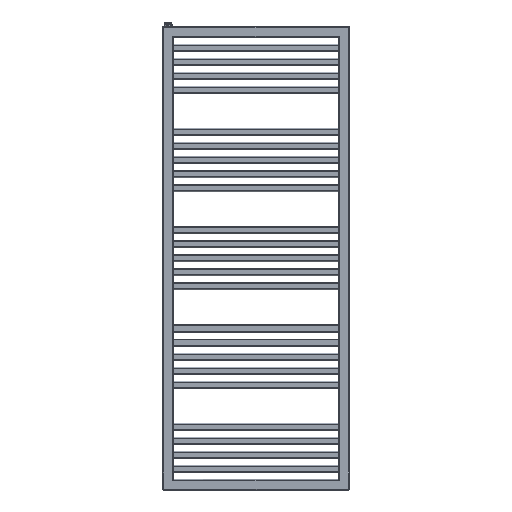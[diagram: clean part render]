
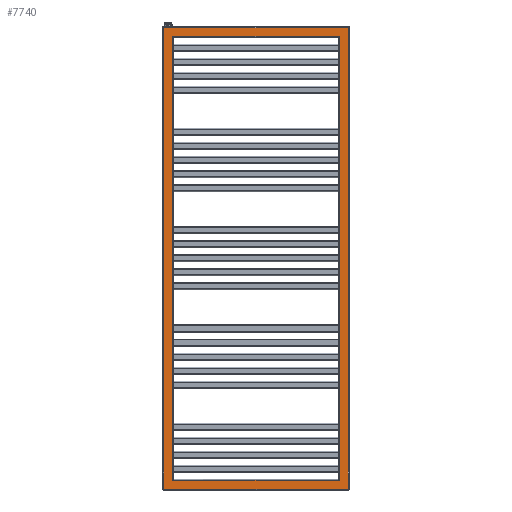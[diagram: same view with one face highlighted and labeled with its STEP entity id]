
A CAD part, top view. The second image highlights one B-rep face of the part: STEP entity #7740.
In plain terms, the highlighted planar face has unit normal (0, 0, 1).
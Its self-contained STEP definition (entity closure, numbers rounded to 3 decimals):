
#3195=CARTESIAN_POINT('',(-237.75,-632.75,15.));
#3200=DIRECTION('',(0.,1.,0.));
#3201=VECTOR('',#3200,1265.5);
#3202=CARTESIAN_POINT('',(-237.75,-632.75,15.));
#3203=LINE('',#3202,#3201);
#3207=CARTESIAN_POINT('',(-237.75,632.75,15.));
#3233=CARTESIAN_POINT('',(237.75,-632.75,15.));
#3273=CARTESIAN_POINT('',(237.75,632.75,15.));
#3278=DIRECTION('',(1.,0.,0.));
#3279=VECTOR('',#3278,475.5);
#3280=CARTESIAN_POINT('',(-237.75,632.75,15.));
#3281=LINE('',#3280,#3279);
#3285=DIRECTION('',(1.,0.,0.));
#3286=VECTOR('',#3285,475.5);
#3287=CARTESIAN_POINT('',(-237.75,-632.75,15.));
#3288=LINE('',#3287,#3286);
#3292=DIRECTION('',(0.,1.,0.));
#3293=VECTOR('',#3292,1265.5);
#3294=CARTESIAN_POINT('',(237.75,-632.75,15.));
#3295=LINE('',#3294,#3293);
#3299=DIRECTION('',(1.,0.,0.));
#3300=VECTOR('',#3299,524.5);
#3301=CARTESIAN_POINT('',(-262.25,657.25,15.));
#3302=LINE('',#3301,#3300);
#3306=DIRECTION('',(0.,1.,0.));
#3307=VECTOR('',#3306,1314.5);
#3308=CARTESIAN_POINT('',(-262.25,-657.25,
15.));
#3309=LINE('',#3308,#3307);
#3353=CARTESIAN_POINT('',(262.25,657.25,15.));
#3358=CARTESIAN_POINT('',(-262.25,657.25,15.));
#3425=CARTESIAN_POINT('',(-262.25,-657.25,
15.));
#3430=DIRECTION('',(1.,0.,0.));
#3431=VECTOR('',#3430,524.5);
#3432=CARTESIAN_POINT('',(-262.25,-657.25,
15.));
#3433=LINE('',#3432,#3431);
#3475=CARTESIAN_POINT('',(262.25,-657.25,15.));
#3494=DIRECTION('',(0.,1.,0.));
#3495=VECTOR('',#3494,1314.5);
#3496=CARTESIAN_POINT('',(262.25,-657.25,15.));
#3497=LINE('',#3496,#3495);
#6453=VERTEX_POINT('',#3273);
#6454=VERTEX_POINT('',#3207);
#6463=VERTEX_POINT('',#3233);
#6465=VERTEX_POINT('',#3195);
#6476=VERTEX_POINT('',#3358);
#6478=VERTEX_POINT('',#3353);
#6486=VERTEX_POINT('',#3425);
#6500=VERTEX_POINT('',#3475);
#7719=CARTESIAN_POINT('',(237.75,-660.,15.));
#7720=DIRECTION('',(0.,0.,1.));
#7721=DIRECTION('',(1.,0.,0.));
#7722=AXIS2_PLACEMENT_3D('',#7719,#7720,#7721);
#7723=PLANE('',#7722);
#7725=ORIENTED_EDGE('',*,*,#7724,.T.);
#7727=ORIENTED_EDGE('',*,*,#7726,.F.);
#7729=ORIENTED_EDGE('',*,*,#7728,.F.);
#7731=ORIENTED_EDGE('',*,*,#7730,.T.);
#7732=EDGE_LOOP('',(#7725,#7727,#7729,#7731));
#7733=FACE_OUTER_BOUND('',#7732,.F.);
#7734=ORIENTED_EDGE('',*,*,#7664,.F.);
#7735=ORIENTED_EDGE('',*,*,#7682,.T.);
#7736=ORIENTED_EDGE('',*,*,#7698,.T.);
#7737=ORIENTED_EDGE('',*,*,#7714,.F.);
#7738=EDGE_LOOP('',(#7734,#7735,#7736,#7737));
#7739=FACE_BOUND('',#7738,.F.);
#7664=EDGE_CURVE('',#6465,#6454,#3203,.T.);
#7682=EDGE_CURVE('',#6465,#6463,#3288,.T.);
#7698=EDGE_CURVE('',#6463,#6453,#3295,.T.);
#7714=EDGE_CURVE('',#6454,#6453,#3281,.T.);
#7724=EDGE_CURVE('',#6476,#6478,#3302,.T.);
#7726=EDGE_CURVE('',#6500,#6478,#3497,.T.);
#7728=EDGE_CURVE('',#6486,#6500,#3433,.T.);
#7730=EDGE_CURVE('',#6486,#6476,#3309,.T.);
#7740=ADVANCED_FACE('',(#7733,#7739),#7723,.T.);
